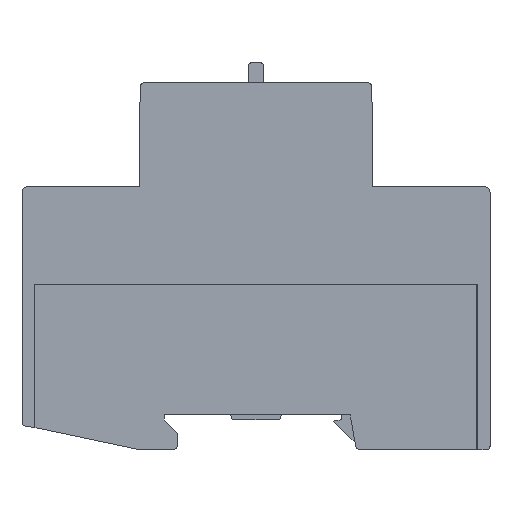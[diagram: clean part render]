
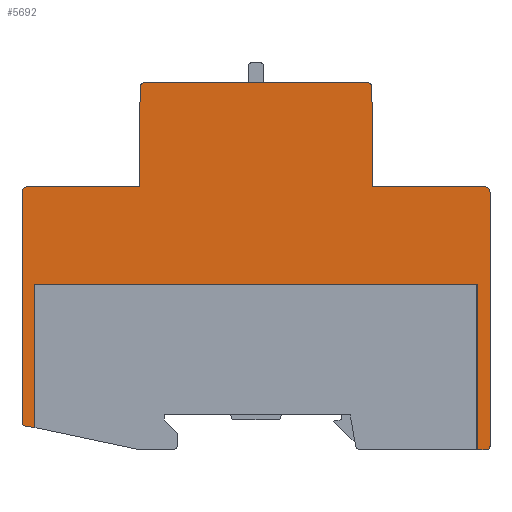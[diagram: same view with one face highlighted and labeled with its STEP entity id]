
A CAD part, left-side view. The second image highlights one B-rep face of the part: STEP entity #5692.
In plain terms, the highlighted planar face has unit normal (-1, 0, 0).
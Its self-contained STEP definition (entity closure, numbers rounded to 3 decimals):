
#5692=ADVANCED_FACE('',(#15262),#15263,.F.);
#8694=VERTEX_POINT('',#18484);
#8698=VERTEX_POINT('',#18488);
#8700=EDGE_CURVE('',#8694,#8698,#18490,.T.);
#10884=VERTEX_POINT('',#20674);
#10888=VERTEX_POINT('',#20678);
#10890=EDGE_CURVE('',#10884,#10888,#20680,.T.);
#11176=VERTEX_POINT('',#20966);
#11180=VERTEX_POINT('',#20970);
#11182=EDGE_CURVE('',#11176,#11180,#20972,.T.);
#11346=VERTEX_POINT('',#21136);
#11350=VERTEX_POINT('',#21140);
#11352=EDGE_CURVE('',#11346,#11350,#21142,.T.);
#11450=VERTEX_POINT('',#21240);
#11454=VERTEX_POINT('',#21244);
#11456=EDGE_CURVE('',#11450,#11454,#21246,.T.);
#11706=VERTEX_POINT('',#21496);
#11710=VERTEX_POINT('',#21500);
#11712=EDGE_CURVE('',#11706,#11710,#21502,.T.);
#11778=EDGE_CURVE('',#11454,#11706,#21568,.T.);
#11780=VERTEX_POINT('',#21570);
#11782=EDGE_CURVE('',#10884,#11780,#21572,.T.);
#11784=VERTEX_POINT('',#21574);
#11786=EDGE_CURVE('',#11784,#11780,#21576,.T.);
#11788=EDGE_CURVE('',#11350,#11784,#21578,.T.);
#11790=EDGE_CURVE('',#11180,#11346,#21580,.T.);
#11792=VERTEX_POINT('',#21582);
#11794=EDGE_CURVE('',#11792,#11176,#21584,.T.);
#11796=EDGE_CURVE('',#8698,#11792,#21586,.T.);
#11798=VERTEX_POINT('',#21588);
#11800=EDGE_CURVE('',#11798,#8694,#21590,.T.);
#11802=EDGE_CURVE('',#11710,#11798,#21592,.T.);
#11804=VERTEX_POINT('',#21594);
#11806=EDGE_CURVE('',#11804,#11450,#21596,.T.);
#11808=VERTEX_POINT('',#21598);
#11810=EDGE_CURVE('',#11808,#11804,#21600,.T.);
#11812=EDGE_CURVE('',#11808,#10888,#21602,.T.);
#15262=FACE_OUTER_BOUND('',#25070,.T.);
#15263=PLANE('',#25071);
#18484=CARTESIAN_POINT('',(0.0,66.283,70.7));
#18488=CARTESIAN_POINT('',(0.0,23.717,70.7));
#18490=LINE('',#29819,#29820);
#20674=CARTESIAN_POINT('',(0.0,2.4,31.8));
#20678=CARTESIAN_POINT('',(0.0,87.6,31.8));
#20680=LINE('',#33353,#33354);
#20966=CARTESIAN_POINT('',(0.0,22.55,50.6));
#20970=CARTESIAN_POINT('',(0.0,1.0,50.6));
#20972=LINE('',#33807,#33808);
#21136=CARTESIAN_POINT('',(0.0,0.0,49.6));
#21140=CARTESIAN_POINT('',(0.0,0.0,0.7));
#21142=LINE('',#34072,#34073);
#21240=CARTESIAN_POINT('',(0.0,90.0,5.287));
#21244=CARTESIAN_POINT('',(0.0,90.0,49.6));
#21246=LINE('',#34238,#34239);
#21496=CARTESIAN_POINT('',(0.0,89.0,50.6));
#21500=CARTESIAN_POINT('',(0.0,67.45,50.6));
#21502=LINE('',#34663,#34664);
#21568=CIRCLE('',#34773,1.0);
#21570=CARTESIAN_POINT('',(0.0,2.4,0.0));
#21572=LINE('',#34778,#34779);
#21574=CARTESIAN_POINT('',(0.0,0.7,0.0));
#21576=LINE('',#34784,#34785);
#21578=CIRCLE('',#34788,0.7);
#21580=CIRCLE('',#34791,1.0);
#21582=CARTESIAN_POINT('',(0.0,22.717,69.709));
#21584=LINE('',#34796,#34797);
#21586=CIRCLE('',#34800,1.0);
#21588=CARTESIAN_POINT('',(0.0,67.283,69.709));
#21590=CIRCLE('',#34805,1.0);
#21592=LINE('',#34808,#34809);
#21594=CARTESIAN_POINT('',(0.0,89.422,4.598));
#21596=CIRCLE('',#34814,0.7);
#21598=CARTESIAN_POINT('',(0.0,87.6,4.277));
#21600=LINE('',#34819,#34820);
#21602=LINE('',#34823,#34824);
#25070=EDGE_LOOP('',(#42967,#42968,#42969,#42970,#42971,#42972,#42973,#42974,#42975,#42976,#42977,#42978,#42979,#42980,#42981,#42982,#42983,#42984));
#25071=AXIS2_PLACEMENT_3D('',#42985,#42986,#42987);
#29819=CARTESIAN_POINT('',(0.0,66.283,70.7));
#29820=VECTOR('',#45720,42.567);
#33353=CARTESIAN_POINT('',(0.0,2.4,31.8));
#33354=VECTOR('',#46642,85.2);
#33807=CARTESIAN_POINT('',(0.0,22.55,50.6));
#33808=VECTOR('',#46733,21.55);
#34072=CARTESIAN_POINT('',(0.0,0.0,49.6));
#34073=VECTOR('',#46799,48.9);
#34238=CARTESIAN_POINT('',(0.0,90.0,5.287));
#34239=VECTOR('',#46830,44.313);
#34663=CARTESIAN_POINT('',(0.0,89.0,50.6));
#34664=VECTOR('',#46906,21.55);
#34773=AXIS2_PLACEMENT_3D('',#46949,#46950,#46951);
#34778=CARTESIAN_POINT('',(0.0,2.4,31.8));
#34779=VECTOR('',#46952,31.8);
#34784=CARTESIAN_POINT('',(0.0,0.7,0.0));
#34785=VECTOR('',#46953,1.7);
#34788=AXIS2_PLACEMENT_3D('',#46954,#46955,#46956);
#34791=AXIS2_PLACEMENT_3D('',#46957,#46958,#46959);
#34796=CARTESIAN_POINT('',(0.0,22.717,69.709));
#34797=VECTOR('',#46960,19.109);
#34800=AXIS2_PLACEMENT_3D('',#46961,#46962,#46963);
#34805=AXIS2_PLACEMENT_3D('',#46964,#46965,#46966);
#34808=CARTESIAN_POINT('',(0.0,67.45,50.6));
#34809=VECTOR('',#46967,19.109);
#34814=AXIS2_PLACEMENT_3D('',#46968,#46969,#46970);
#34819=CARTESIAN_POINT('',(0.0,87.6,4.277));
#34820=VECTOR('',#46971,1.85);
#34823=CARTESIAN_POINT('',(0.0,87.6,4.277));
#34824=VECTOR('',#46972,27.523);
#42967=ORIENTED_EDGE('',*,*,#11782,.T.);
#42968=ORIENTED_EDGE('',*,*,#11786,.F.);
#42969=ORIENTED_EDGE('',*,*,#11788,.F.);
#42970=ORIENTED_EDGE('',*,*,#11352,.F.);
#42971=ORIENTED_EDGE('',*,*,#11790,.F.);
#42972=ORIENTED_EDGE('',*,*,#11182,.F.);
#42973=ORIENTED_EDGE('',*,*,#11794,.F.);
#42974=ORIENTED_EDGE('',*,*,#11796,.F.);
#42975=ORIENTED_EDGE('',*,*,#8700,.F.);
#42976=ORIENTED_EDGE('',*,*,#11800,.F.);
#42977=ORIENTED_EDGE('',*,*,#11802,.F.);
#42978=ORIENTED_EDGE('',*,*,#11712,.F.);
#42979=ORIENTED_EDGE('',*,*,#11778,.F.);
#42980=ORIENTED_EDGE('',*,*,#11456,.F.);
#42981=ORIENTED_EDGE('',*,*,#11806,.F.);
#42982=ORIENTED_EDGE('',*,*,#11810,.F.);
#42983=ORIENTED_EDGE('',*,*,#11812,.T.);
#42984=ORIENTED_EDGE('',*,*,#10890,.F.);
#42985=CARTESIAN_POINT('',(0.0,45.0,70.7));
#42986=DIRECTION('',(1.0,0.0,0.0));
#42987=DIRECTION('',(0.0,0.0,-1.0));
#45720=DIRECTION('',(0.0,-1.0,0.0));
#46642=DIRECTION('',(0.0,1.0,0.0));
#46733=DIRECTION('',(0.0,-1.0,0.0));
#46799=DIRECTION('',(0.0,0.0,-1.0));
#46830=DIRECTION('',(0.0,0.0,1.0));
#46906=DIRECTION('',(0.0,-1.0,0.0));
#46949=CARTESIAN_POINT('',(0.0,89.0,49.6));
#46950=DIRECTION('',(1.0,0.0,0.0));
#46951=DIRECTION('',(0.0,1.0,0.0));
#46952=DIRECTION('',(0.0,0.0,-1.0));
#46953=DIRECTION('',(0.0,1.0,0.0));
#46954=CARTESIAN_POINT('',(0.0,0.7,0.7));
#46955=DIRECTION('',(1.0,0.0,0.0));
#46956=DIRECTION('',(0.0,-1.0,0.));
#46957=CARTESIAN_POINT('',(0.0,1.0,49.6));
#46958=DIRECTION('',(1.0,0.0,-0.0));
#46959=DIRECTION('',(0.0,0.,1.0));
#46960=DIRECTION('',(0.0,-0.009,-1.));
#46961=CARTESIAN_POINT('',(0.0,23.717,69.7));
#46962=DIRECTION('',(1.0,0.0,-0.0));
#46963=DIRECTION('',(0.0,0.0,1.0));
#46964=CARTESIAN_POINT('',(0.0,66.283,69.7));
#46965=DIRECTION('',(1.0,0.0,-0.0));
#46966=DIRECTION('',(0.0,1.,0.009));
#46967=DIRECTION('',(0.0,-0.009,1.));
#46968=CARTESIAN_POINT('',(0.0,89.3,5.287));
#46969=DIRECTION('',(1.0,0.0,0.0));
#46970=DIRECTION('',(0.0,0.174,-0.985));
#46971=DIRECTION('',(0.0,0.985,0.174));
#46972=DIRECTION('',(0.0,0.0,1.0));
